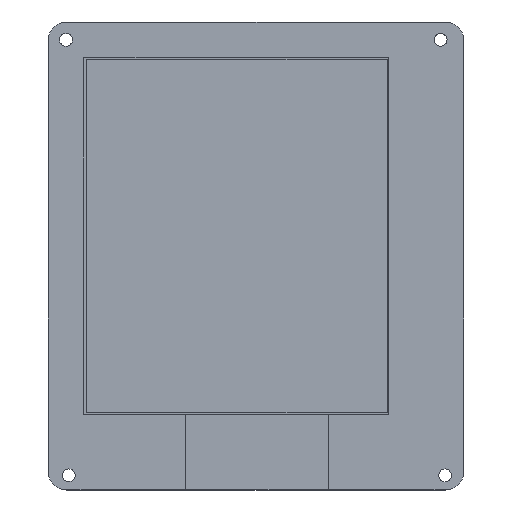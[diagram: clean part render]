
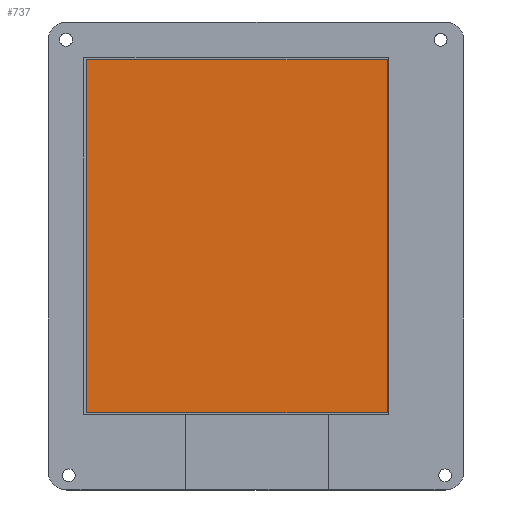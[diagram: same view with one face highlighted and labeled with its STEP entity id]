
A CAD part, top view. The second image highlights one B-rep face of the part: STEP entity #737.
In plain terms, the highlighted planar face has unit normal (0, 0, 1).
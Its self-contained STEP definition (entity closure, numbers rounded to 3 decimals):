
#67=PLANE('',#820);
#109=FACE_OUTER_BOUND('',#163,.T.);
#163=EDGE_LOOP('',(#677,#678,#679,#680));
#227=LINE('',#1221,#299);
#230=LINE('',#1227,#302);
#233=LINE('',#1233,#305);
#236=LINE('',#1237,#308);
#299=VECTOR('',#1012,10.);
#302=VECTOR('',#1017,10.);
#305=VECTOR('',#1022,10.);
#308=VECTOR('',#1027,10.);
#391=VERTEX_POINT('',#1218);
#392=VERTEX_POINT('',#1220);
#394=VERTEX_POINT('',#1226);
#396=VERTEX_POINT('',#1232);
#483=EDGE_CURVE('',#392,#391,#227,.T.);
#486=EDGE_CURVE('',#394,#392,#230,.T.);
#489=EDGE_CURVE('',#396,#394,#233,.T.);
#492=EDGE_CURVE('',#391,#396,#236,.T.);
#677=ORIENTED_EDGE('',*,*,#492,.T.);
#678=ORIENTED_EDGE('',*,*,#489,.T.);
#679=ORIENTED_EDGE('',*,*,#486,.T.);
#680=ORIENTED_EDGE('',*,*,#483,.T.);
#737=ADVANCED_FACE('',(#109),#67,.T.);
#820=AXIS2_PLACEMENT_3D('',#1238,#1028,#1029);
#1012=DIRECTION('',(0.,1.,0.));
#1017=DIRECTION('',(1.,0.,0.));
#1022=DIRECTION('',(0.,-1.,0.));
#1027=DIRECTION('',(-1.,0.,0.));
#1028=DIRECTION('center_axis',(0.,0.,1.));
#1029=DIRECTION('ref_axis',(1.,0.,0.));
#1218=CARTESIAN_POINT('',(80.665,-0.47,5.5));
#1220=CARTESIAN_POINT('',(80.665,-94.35,5.5));
#1221=CARTESIAN_POINT('',(80.665,-0.47,5.5));
#1226=CARTESIAN_POINT('',(0.655,-94.35,5.5));
#1227=CARTESIAN_POINT('',(80.665,-94.35,5.5));
#1232=CARTESIAN_POINT('',(0.655,-0.47,5.5));
#1233=CARTESIAN_POINT('',(0.655,-94.35,5.5));
#1237=CARTESIAN_POINT('',(0.655,-0.47,5.5));
#1238=CARTESIAN_POINT('Origin',(40.66,-47.41,5.5));
